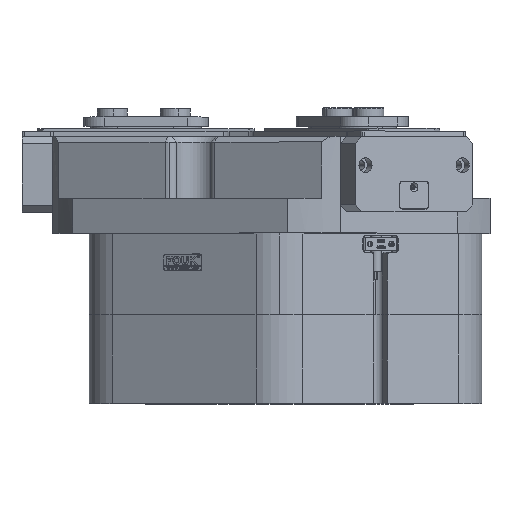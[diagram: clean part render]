
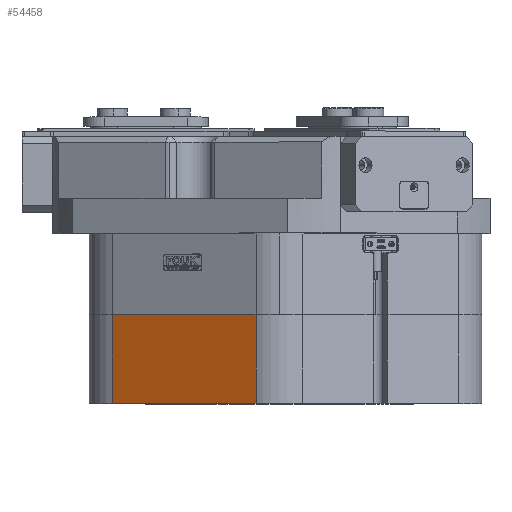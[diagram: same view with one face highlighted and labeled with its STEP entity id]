
A CAD part, top view. The second image highlights one B-rep face of the part: STEP entity #54458.
In plain terms, the highlighted face is planar.
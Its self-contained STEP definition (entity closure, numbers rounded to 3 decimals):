
#3488 = DIRECTION ( 'NONE',  ( -0.866, 0., -0.5 ) ) ;
#3984 = CARTESIAN_POINT ( 'NONE',  ( 125., 65., -95.263 ) ) ;
#4559 = DIRECTION ( 'NONE',  ( -0.866, 0., -0.5 ) ) ;
#8281 = LINE ( 'NONE', #15438, #48582 ) ;
#10572 = EDGE_CURVE ( 'NONE', #59809, #28488, #33158, .T. ) ;
#10680 = EDGE_CURVE ( 'NONE', #28488, #44262, #8281, .T. ) ;
#14694 = ORIENTED_EDGE ( 'NONE', *, *, #69233, .F. ) ;
#15438 = CARTESIAN_POINT ( 'NONE',  ( 20., 0., -155.885 ) ) ;
#16184 = VECTOR ( 'NONE', #67895, 1000. ) ;
#19082 = DIRECTION ( 'NONE',  ( -0.866, 0., -0.5 ) ) ;
#24691 = CARTESIAN_POINT ( 'NONE',  ( 20., 65., -155.885 ) ) ;
#24770 = ORIENTED_EDGE ( 'NONE', *, *, #10572, .T. ) ;
#25524 = AXIS2_PLACEMENT_3D ( 'NONE', #64908, #43144, #4559 ) ;
#26328 = CARTESIAN_POINT ( 'NONE',  ( 125., 0., -95.263 ) ) ;
#28197 = FACE_OUTER_BOUND ( 'NONE', #60451, .T. ) ;
#28488 = VERTEX_POINT ( 'NONE', #33688 ) ;
#33158 = LINE ( 'NONE', #69117, #34903 ) ;
#33688 = CARTESIAN_POINT ( 'NONE',  ( 20., 0., -155.885 ) ) ;
#34903 = VECTOR ( 'NONE', #3488, 1000. ) ;
#36099 = CARTESIAN_POINT ( 'NONE',  ( 290., 65., 0. ) ) ;
#43144 = DIRECTION ( 'NONE',  ( 0.5, 0., -0.866 ) ) ;
#44262 = VERTEX_POINT ( 'NONE', #24691 ) ;
#44329 = LINE ( 'NONE', #36099, #65720 ) ;
#44995 = VERTEX_POINT ( 'NONE', #3984 ) ;
#46255 = LINE ( 'NONE', #58066, #16184 ) ;
#48421 = PLANE ( 'NONE',  #25524 ) ;
#48582 = VECTOR ( 'NONE', #53773, 1000. ) ;
#53773 = DIRECTION ( 'NONE',  ( 0., 1., 0. ) ) ;
#54458 = ADVANCED_FACE ( 'NONE', ( #28197 ), #48421, .T. ) ;
#58066 = CARTESIAN_POINT ( 'NONE',  ( 125., 0., -95.263 ) ) ;
#59809 = VERTEX_POINT ( 'NONE', #26328 ) ;
#60451 = EDGE_LOOP ( 'NONE', ( #14694, #62278, #24770, #70164 ) ) ;
#62278 = ORIENTED_EDGE ( 'NONE', *, *, #66156, .T. ) ;
#64908 = CARTESIAN_POINT ( 'NONE',  ( 290., 0., 0. ) ) ;
#65720 = VECTOR ( 'NONE', #19082, 1000. ) ;
#66156 = EDGE_CURVE ( 'NONE', #44995, #59809, #46255, .T. ) ;
#67895 = DIRECTION ( 'NONE',  ( 0., -1., 0. ) ) ;
#69117 = CARTESIAN_POINT ( 'NONE',  ( 72.5, 0., -125.574 ) ) ;
#69233 = EDGE_CURVE ( 'NONE', #44995, #44262, #44329, .T. ) ;
#70164 = ORIENTED_EDGE ( 'NONE', *, *, #10680, .T. ) ;
